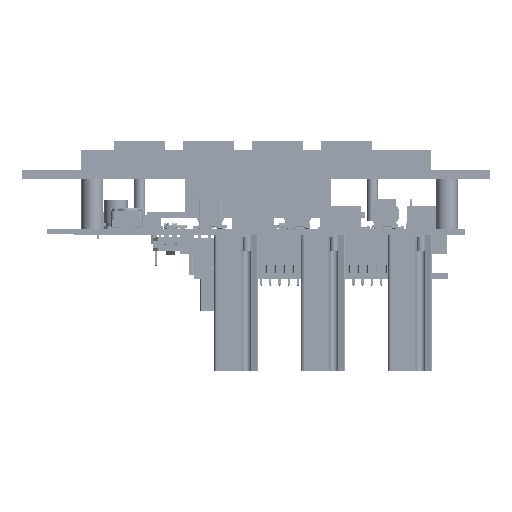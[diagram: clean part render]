
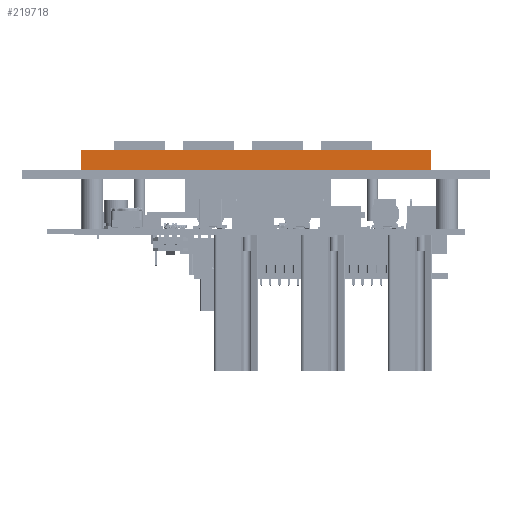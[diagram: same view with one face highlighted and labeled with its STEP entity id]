
A CAD part, left-side view. The second image highlights one B-rep face of the part: STEP entity #219718.
In plain terms, the highlighted planar face has unit normal (-1, 0, 0).
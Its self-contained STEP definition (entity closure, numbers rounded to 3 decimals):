
#219064 = EDGE_CURVE('',#219065,#219067,#219069,.T.);
#219065 = VERTEX_POINT('',#219066);
#219066 = CARTESIAN_POINT('',(0.,96.,0.));
#219067 = VERTEX_POINT('',#219068);
#219068 = CARTESIAN_POINT('',(0.,0.,0.));
#219069 = LINE('',#219070,#219071);
#219070 = CARTESIAN_POINT('',(0.,0.,0.));
#219071 = VECTOR('',#219072,1.);
#219072 = DIRECTION('',(0.,-1.,0.));
#219410 = EDGE_CURVE('',#219411,#219413,#219415,.T.);
#219411 = VERTEX_POINT('',#219412);
#219412 = CARTESIAN_POINT('',(0.,96.,5.4));
#219413 = VERTEX_POINT('',#219414);
#219414 = CARTESIAN_POINT('',(0.,0.,5.4));
#219415 = LINE('',#219416,#219417);
#219416 = CARTESIAN_POINT('',(0.,0.,5.4));
#219417 = VECTOR('',#219418,1.);
#219418 = DIRECTION('',(0.,-1.,0.));
#219718 = ADVANCED_FACE('',(#219719),#219735,.F.);
#219719 = FACE_BOUND('',#219720,.T.);
#219720 = EDGE_LOOP('',(#219721,#219722,#219728,#219729));
#219721 = ORIENTED_EDGE('',*,*,#219064,.T.);
#219722 = ORIENTED_EDGE('',*,*,#219723,.F.);
#219723 = EDGE_CURVE('',#219413,#219067,#219724,.T.);
#219724 = LINE('',#219725,#219726);
#219725 = CARTESIAN_POINT('',(0.,0.,5.4));
#219726 = VECTOR('',#219727,1.);
#219727 = DIRECTION('',(0.,0.,-1.));
#219728 = ORIENTED_EDGE('',*,*,#219410,.F.);
#219729 = ORIENTED_EDGE('',*,*,#219730,.T.);
#219730 = EDGE_CURVE('',#219411,#219065,#219731,.T.);
#219731 = LINE('',#219732,#219733);
#219732 = CARTESIAN_POINT('',(0.,96.,5.4));
#219733 = VECTOR('',#219734,1.);
#219734 = DIRECTION('',(0.,0.,-1.));
#219735 = PLANE('',#219736);
#219736 = AXIS2_PLACEMENT_3D('',#219737,#219738,#219739);
#219737 = CARTESIAN_POINT('',(0.,0.,5.4));
#219738 = DIRECTION('',(1.,0.,0.));
#219739 = DIRECTION('',(0.,0.,-1.));
